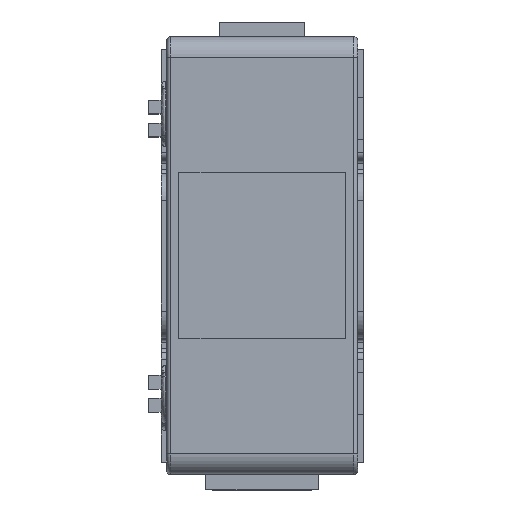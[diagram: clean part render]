
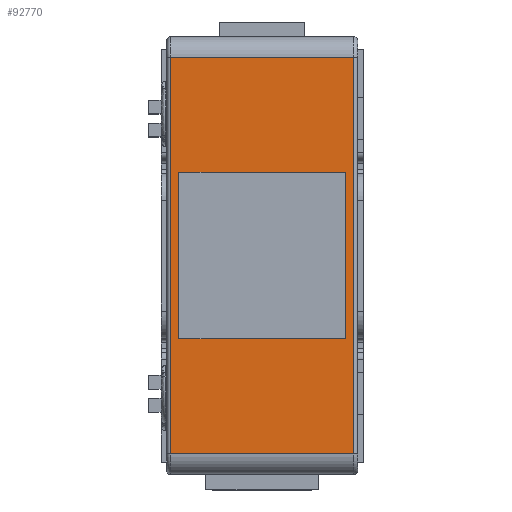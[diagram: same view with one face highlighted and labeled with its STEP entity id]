
A CAD part, top view. The second image highlights one B-rep face of the part: STEP entity #92770.
In plain terms, the highlighted face is planar.
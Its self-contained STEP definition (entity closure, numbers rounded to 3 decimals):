
#17470=CARTESIAN_POINT('',(46.375,66.45,-45.3));
#17480=VERTEX_POINT('',#17470);
#17510=CARTESIAN_POINT('',(0.,66.45,-45.3));
#17520=DIRECTION('',(1.,0.,0.));
#17530=VECTOR('',#17520,1.);
#17540=LINE('',#17510,#17530);
#17550=CARTESIAN_POINT('',(75.175,66.45,-45.3));
#17560=VERTEX_POINT('',#17550);
#17570=EDGE_CURVE('',#17480,#17560,#17540,.T.);
#23200=CARTESIAN_POINT('',(46.375,54.2,
-45.3));
#23210=DIRECTION('',(0.,1.,0.));
#23220=VECTOR('',#23210,1.);
#23230=LINE('',#23200,#23220);
#23240=CARTESIAN_POINT('',(46.375,53.15,
-45.3));
#23250=VERTEX_POINT('',#23240);
#23260=EDGE_CURVE('',#23250,#17480,#23230,.T.);
#37820=CARTESIAN_POINT('',(75.175,54.2,-45.3));
#37830=DIRECTION('',(0.,1.,0.));
#37840=VECTOR('',#37830,1.);
#37850=LINE('',#37820,#37840);
#37860=CARTESIAN_POINT('',(75.175,53.15,-45.3));
#37870=VERTEX_POINT('',#37860);
#37880=EDGE_CURVE('',#37870,#17560,#37850,.T.);
#88170=CARTESIAN_POINT('',(0.,53.15,-45.3));
#88180=DIRECTION('',(-1.,0.,0.));
#88190=VECTOR('',#88180,1.);
#88200=LINE('',#88170,#88190);
#88210=EDGE_CURVE('',#37870,#23250,#88200,.T.);
#90300=CARTESIAN_POINT('',(54.725,65.85,-45.3));
#90310=VERTEX_POINT('',#90300);
#90340=CARTESIAN_POINT('',(54.725,0.,-45.3));
#90350=DIRECTION('',(0.,-1.,0.));
#90360=VECTOR('',#90350,1.);
#90370=LINE('',#90340,#90360);
#90380=CARTESIAN_POINT('',(54.725,53.75,-45.3));
#90390=VERTEX_POINT('',#90380);
#90400=EDGE_CURVE('',#90310,#90390,#90370,.T.);
#90700=CARTESIAN_POINT('',(66.825,65.85,-45.3));
#90710=VERTEX_POINT('',#90700);
#90740=CARTESIAN_POINT('',(0.,65.85,-45.3));
#90750=DIRECTION('',(1.,0.,0.));
#90760=VECTOR('',#90750,1.);
#90770=LINE('',#90740,#90760);
#90780=EDGE_CURVE('',#90310,#90710,#90770,.T.);
#92200=CARTESIAN_POINT('',(66.825,0.,-45.3));
#92210=DIRECTION('',(0.,1.,0.));
#92220=VECTOR('',#92210,1.);
#92230=LINE('',#92200,#92220);
#92240=CARTESIAN_POINT('',(66.825,53.75,-45.3));
#92250=VERTEX_POINT('',#92240);
#92260=EDGE_CURVE('',#92250,#90710,#92230,.T.);
#92510=CARTESIAN_POINT('',(0.,53.75,-45.3));
#92520=DIRECTION('',(-1.,0.,0.));
#92530=VECTOR('',#92520,1.);
#92540=LINE('',#92510,#92530);
#92550=EDGE_CURVE('',#92250,#90390,#92540,.T.);
#92600=CARTESIAN_POINT('',(75.475,55.55,-45.3));
#92610=DIRECTION('',(0.,0.,-1.));
#92620=DIRECTION('',(-1.,0.,0.));
#92630=AXIS2_PLACEMENT_3D('',#92600,#92610,#92620);
#92640=PLANE('',#92630);
#92650=ORIENTED_EDGE('',*,*,#92550,.F.);
#92660=ORIENTED_EDGE('',*,*,#90400,.T.);
#92670=ORIENTED_EDGE('',*,*,#90780,.F.);
#92680=ORIENTED_EDGE('',*,*,#92260,.T.);
#92690=EDGE_LOOP('',(#92680,#92670,#92660,#92650));
#92700=FACE_BOUND('',#92690,.T.);
#92710=ORIENTED_EDGE('',*,*,#17570,.T.);
#92720=ORIENTED_EDGE('',*,*,#23260,.T.);
#92730=ORIENTED_EDGE('',*,*,#88210,.T.);
#92740=ORIENTED_EDGE('',*,*,#37880,.F.);
#92750=EDGE_LOOP('',(#92740,#92730,#92720,#92710));
#92760=FACE_OUTER_BOUND('',#92750,.T.);
#92770=ADVANCED_FACE('',(#92700,#92760),#92640,.T.);
